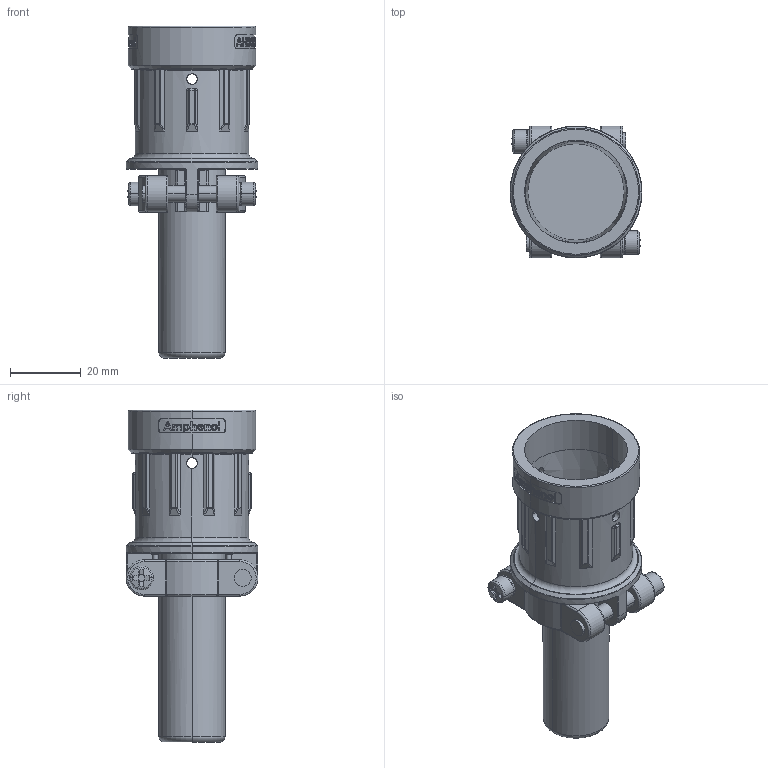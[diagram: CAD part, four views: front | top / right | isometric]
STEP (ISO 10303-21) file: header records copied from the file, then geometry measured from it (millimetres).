
FILE_DESCRIPTION((''),'2;1');
FILE_NAME('CP-M0841-18','2019-07-18T',('Joe.Song'),(''),'PRO/ENGINEER BY PARAMETRIC TECHNOLOGY CORPORATION, 2016360','PRO/ENGINEER BY PARAMETRIC TECHNOLOGY CORPORATION, 2016360','');
FILE_SCHEMA(('CONFIG_CONTROL_DESIGN'));
Length unit declared in the file: millimetre
Products named in the file (1): CP-M0841-18
Bounding box: 37.3 x 37.3 x 93.9 mm (x, y, z)
Volume: 33248.2 mm3; surface area: 16525.6 mm2
Topology: 1 solids, 1 shells, 862 faces, 2211 edges, 1392 vertices
Faces by surface type: bspline 252, plane 243, cylinder 235, torus 90, sphere 36, cone 6
Entity records: 38517 total; most frequent: CARTESIAN_POINT 19035, ORIENTED_EDGE 4422, DIRECTION 3462, EDGE_CURVE 2211, VERTEX_POINT 1392, AXIS2_PLACEMENT_3D 1266, VECTOR 930, LINE 930
